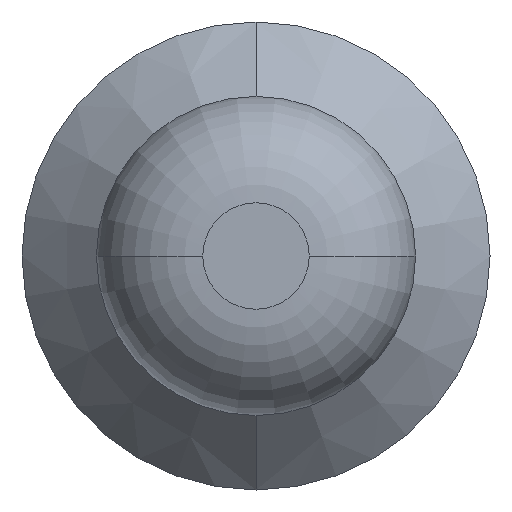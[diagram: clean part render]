
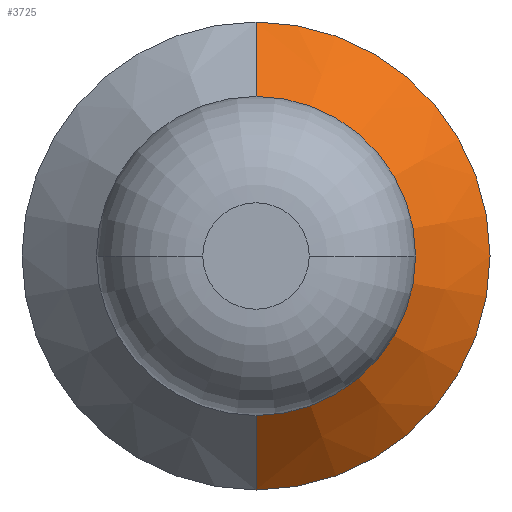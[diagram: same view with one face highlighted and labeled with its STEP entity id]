
A CAD part, front view. The second image highlights one B-rep face of the part: STEP entity #3725.
In plain terms, the highlighted conical face has half-angle 45 degrees and reference radius 0.255 mm.
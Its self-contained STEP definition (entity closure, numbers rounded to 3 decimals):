
#193 = AXIS2_PLACEMENT_3D ( 'NONE', #3701, #735, #3408 ) ;
#230 = EDGE_CURVE ( 'NONE', #1269, #796, #1835, .T. ) ;
#250 = CIRCLE ( 'NONE', #193, 0.55 ) ;
#347 = CARTESIAN_POINT ( 'NONE',  ( 0., 3.7, 0.255 ) ) ;
#483 = VECTOR ( 'NONE', #1748, 1000. ) ;
#484 = EDGE_CURVE ( 'Defeature ausgef�hrt1_7+Defeature ausgef�hrt1_9+Defeature ausgef�hrt1_9+Defeature ausgef�hrt1_9', #2361, #796, #250, .T. ) ;
#570 = DIRECTION ( 'NONE',  ( 0., -1., 0. ) ) ;
#571 = CARTESIAN_POINT ( 'NONE',  ( 0., 3.7, -0.255 ) ) ;
#630 = AXIS2_PLACEMENT_3D ( 'NONE', #2388, #570, #2056 ) ;
#729 = EDGE_CURVE ( 'Defeature ausgef�hrt1_8+Defeature ausgef�hrt1_9+Defeature ausgef�hrt1_9+Defeature ausgef�hrt1_9', #1269, #3741, #1135, .T. ) ;
#735 = DIRECTION ( 'NONE',  ( 0., 1., 0. ) ) ;
#796 = VERTEX_POINT ( 'NONE', #3820 ) ;
#928 = CARTESIAN_POINT ( 'NONE',  ( 0., 3.7, 0.255 ) ) ;
#932 = EDGE_LOOP ( 'NONE', ( #1139, #2701, #2426, #3803 ) ) ;
#1037 = CARTESIAN_POINT ( 'NONE',  ( 0., 3.995, 0.55 ) ) ;
#1135 = CIRCLE ( 'NONE', #630, 0.255 ) ;
#1139 = ORIENTED_EDGE ( 'NONE', *, *, #729, .F. ) ;
#1171 = VECTOR ( 'NONE', #1203, 1000. ) ;
#1203 = DIRECTION ( 'NONE',  ( 0., 0.707, 0.707 ) ) ;
#1269 = VERTEX_POINT ( 'NONE', #2288 ) ;
#1748 = DIRECTION ( 'NONE',  ( 0., 0.707, -0.707 ) ) ;
#1835 = LINE ( 'NONE', #571, #483 ) ;
#1877 = FACE_OUTER_BOUND ( 'NONE', #932, .T. ) ;
#2056 = DIRECTION ( 'NONE',  ( 0., 0., -1. ) ) ;
#2060 = LINE ( 'NONE', #928, #1171 ) ;
#2288 = CARTESIAN_POINT ( 'NONE',  ( 0., 3.7, -0.255 ) ) ;
#2361 = VERTEX_POINT ( 'NONE', #1037 ) ;
#2388 = CARTESIAN_POINT ( 'NONE',  ( 0., 3.7, 0. ) ) ;
#2422 = DIRECTION ( 'NONE',  ( 0., 1., 0. ) ) ;
#2426 = ORIENTED_EDGE ( 'NONE', *, *, #484, .F. ) ;
#2612 = AXIS2_PLACEMENT_3D ( 'NONE', #3627, #2422, #3612 ) ;
#2701 = ORIENTED_EDGE ( 'NONE', *, *, #230, .T. ) ;
#3286 = CONICAL_SURFACE ( 'NONE', #2612, 0.255, 0.785 ) ;
#3408 = DIRECTION ( 'NONE',  ( 0., 0., -1. ) ) ;
#3612 = DIRECTION ( 'NONE',  ( 0., 0., 1. ) ) ;
#3627 = CARTESIAN_POINT ( 'NONE',  ( 0., 3.7, 0. ) ) ;
#3701 = CARTESIAN_POINT ( 'NONE',  ( 0., 3.995, 0. ) ) ;
#3725 = ADVANCED_FACE ( 'Defeature ausgef�hrt1_9', ( #1877 ), #3286, .T. ) ;
#3734 = EDGE_CURVE ( 'NONE', #3741, #2361, #2060, .T. ) ;
#3741 = VERTEX_POINT ( 'NONE', #347 ) ;
#3803 = ORIENTED_EDGE ( 'NONE', *, *, #3734, .F. ) ;
#3820 = CARTESIAN_POINT ( 'NONE',  ( 0., 3.995, -0.55 ) ) ;
